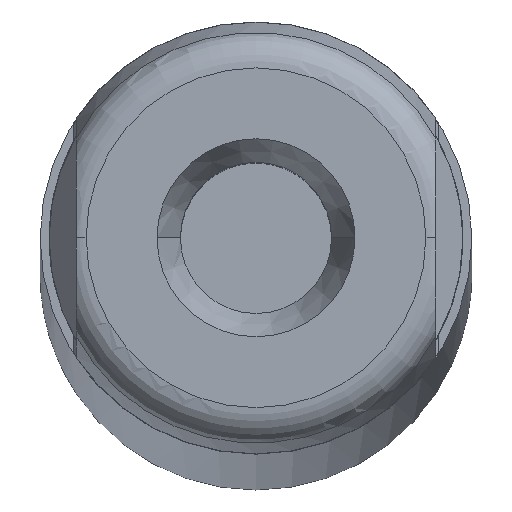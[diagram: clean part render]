
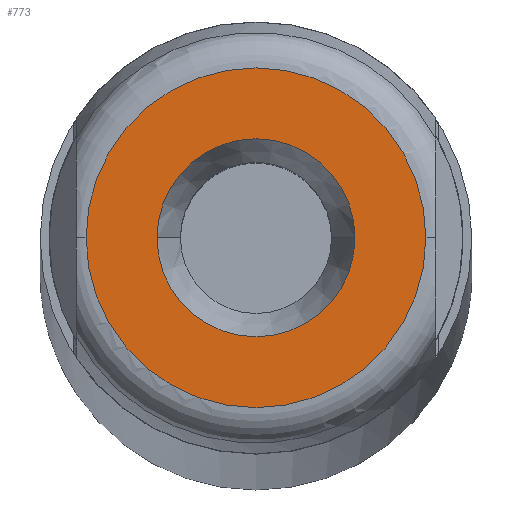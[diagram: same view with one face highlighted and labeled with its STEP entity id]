
A CAD part, top view. The second image highlights one B-rep face of the part: STEP entity #773.
In plain terms, the highlighted planar face has unit normal (0, 0, 1).
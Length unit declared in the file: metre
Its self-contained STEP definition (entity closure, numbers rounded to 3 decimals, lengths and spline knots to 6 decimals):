
#63=PLANE('',#877);
#88=CIRCLE('',#816,0.00275);
#118=CIRCLE('',#876,0.00472);
#119=CIRCLE('',#878,0.00275);
#120=CIRCLE('',#879,0.00472);
#281=ORIENTED_EDGE('',*,*,#376,.F.);
#282=ORIENTED_EDGE('',*,*,#467,.F.);
#283=ORIENTED_EDGE('',*,*,#468,.T.);
#284=ORIENTED_EDGE('',*,*,#466,.T.);
#376=EDGE_CURVE('',#488,#487,#88,.T.);
#466=EDGE_CURVE('',#551,#552,#118,.T.);
#467=EDGE_CURVE('',#487,#488,#119,.T.);
#468=EDGE_CURVE('',#552,#551,#120,.T.);
#487=VERTEX_POINT('',#1183);
#488=VERTEX_POINT('',#1185);
#551=VERTEX_POINT('',#1486);
#552=VERTEX_POINT('',#1489);
#671=EDGE_LOOP('',(#281,#282));
#672=EDGE_LOOP('',(#283,#284));
#719=FACE_BOUND('',#671,.T.);
#720=FACE_BOUND('',#672,.T.);
#773=ADVANCED_FACE('',(#719,#720),#63,.F.);
#816=AXIS2_PLACEMENT_3D('',#1186,#940,#941);
#876=AXIS2_PLACEMENT_3D('',#1490,#1096,#1097);
#877=AXIS2_PLACEMENT_3D('',#1491,#1098,#1099);
#878=AXIS2_PLACEMENT_3D('',#1492,#1100,#1101);
#879=AXIS2_PLACEMENT_3D('',#1493,#1102,#1103);
#940=DIRECTION('',(0.,0.,1.));
#941=DIRECTION('',(1.,0.,0.));
#1096=DIRECTION('',(0.,0.,1.));
#1097=DIRECTION('',(1.,0.,0.));
#1098=DIRECTION('',(0.,0.,-1.));
#1099=DIRECTION('',(0.,-1.,0.));
#1100=DIRECTION('',(0.,0.,1.));
#1101=DIRECTION('',(1.,0.,0.));
#1102=DIRECTION('',(0.,0.,1.));
#1103=DIRECTION('',(1.,0.,0.));
#1183=CARTESIAN_POINT('',(-0.00275,0.,0.));
#1185=CARTESIAN_POINT('',(0.00275,0.,0.));
#1186=CARTESIAN_POINT('',(0.,0.,0.));
#1486=CARTESIAN_POINT('',(-0.00472,0.,0.));
#1489=CARTESIAN_POINT('',(0.00472,0.,0.));
#1490=CARTESIAN_POINT('',(0.,0.,0.));
#1491=CARTESIAN_POINT('',(0.,0.,0.));
#1492=CARTESIAN_POINT('',(0.,0.,0.));
#1493=CARTESIAN_POINT('',(0.,0.,0.));
